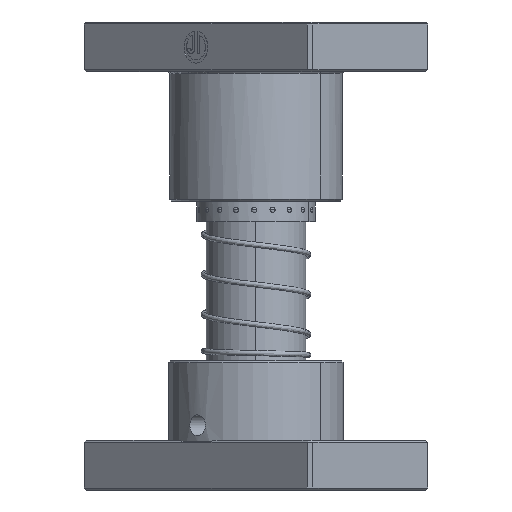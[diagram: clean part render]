
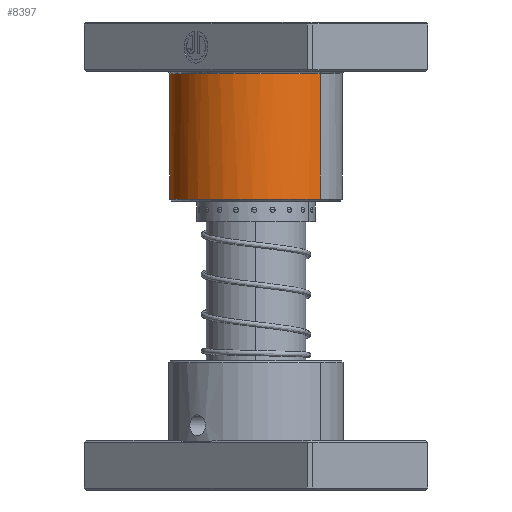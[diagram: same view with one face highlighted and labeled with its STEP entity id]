
A CAD part, left-side view. The second image highlights one B-rep face of the part: STEP entity #8397.
In plain terms, the highlighted cylindrical face has radius 43.5 mm (diameter 87 mm), a partial arc.
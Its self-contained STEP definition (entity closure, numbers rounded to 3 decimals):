
#1432 = VECTOR ( 'NONE', #4714, 1000. ) ;
#1612 = CARTESIAN_POINT ( 'NONE',  ( 1.096, 43.5, 25.866 ) ) ;
#3301 = ORIENTED_EDGE ( 'NONE', *, *, #37707, .F. ) ;
#4714 = DIRECTION ( 'NONE',  ( 0., 0., -1. ) ) ;
#5038 = VECTOR ( 'NONE', #44977, 1000. ) ;
#6231 = VERTEX_POINT ( 'NONE', #13471 ) ;
#6693 = CARTESIAN_POINT ( 'NONE',  ( -2.161, 43.46, 25.893 ) ) ;
#6961 = VERTEX_POINT ( 'NONE', #51089 ) ;
#7055 = DIRECTION ( 'NONE',  ( -1., 0., 0. ) ) ;
#8084 = FACE_OUTER_BOUND ( 'NONE', #60579, .T. ) ;
#8397 = ADVANCED_FACE ( 'NONE', ( #8084 ), #58469, .T. ) ;
#9282 = DIRECTION ( 'NONE',  ( 0., 0., 1. ) ) ;
#9761 = ORIENTED_EDGE ( 'NONE', *, *, #42517, .T. ) ;
#9905 = AXIS2_PLACEMENT_3D ( 'NONE', #36762, #57440, #7055 ) ;
#10004 = EDGE_CURVE ( 'NONE', #49445, #6961, #54236, .T. ) ;
#11755 = CARTESIAN_POINT ( 'NONE',  ( -5.423, 43.174, 26. ) ) ;
#13471 = CARTESIAN_POINT ( 'NONE',  ( 43.5, 0., 26. ) ) ;
#14465 = CARTESIAN_POINT ( 'NONE',  ( -43.5, 0., 89. ) ) ;
#15637 = ORIENTED_EDGE ( 'NONE', *, *, #63314, .T. ) ;
#18067 = VERTEX_POINT ( 'NONE', #36176 ) ;
#19507 = DIRECTION ( 'NONE',  ( 0., 0., -1. ) ) ;
#19544 = CIRCLE ( 'NONE', #36293, 43.5 ) ;
#19867 = ORIENTED_EDGE ( 'NONE', *, *, #10004, .T. ) ;
#20204 = CARTESIAN_POINT ( 'NONE',  ( -6.503, 43.011, 26. ) ) ;
#20280 = EDGE_CURVE ( 'NONE', #18067, #27838, #39083, .T. ) ;
#21027 = CARTESIAN_POINT ( 'NONE',  ( -43.5, 0., 26. ) ) ;
#21453 = CARTESIAN_POINT ( 'NONE',  ( 5.424, 43.174, 26. ) ) ;
#21660 = CARTESIAN_POINT ( 'NONE',  ( 6.503, 43.011, 26. ) ) ;
#21787 = DIRECTION ( 'NONE',  ( 0., 0., 1. ) ) ;
#24365 = CIRCLE ( 'NONE', #28116, 43.5 ) ;
#27838 = VERTEX_POINT ( 'NONE', #20204 ) ;
#28068 = AXIS2_PLACEMENT_3D ( 'NONE', #49646, #19507, #54706 ) ;
#28116 = AXIS2_PLACEMENT_3D ( 'NONE', #51918, #21787, #56978 ) ;
#31758 = CARTESIAN_POINT ( 'NONE',  ( 2.18, 43.459, 25.893 ) ) ;
#33671 = ORIENTED_EDGE ( 'NONE', *, *, #20280, .T. ) ;
#36176 = CARTESIAN_POINT ( 'NONE',  ( 6.503, 43.011, 26. ) ) ;
#36293 = AXIS2_PLACEMENT_3D ( 'NONE', #39416, #9282, #44483 ) ;
#36762 = CARTESIAN_POINT ( 'NONE',  ( 0., 0., 90. ) ) ;
#36837 = CARTESIAN_POINT ( 'NONE',  ( -1.074, 43.5, 25.866 ) ) ;
#37707 = EDGE_CURVE ( 'NONE', #49445, #46805, #41592, .T. ) ;
#39083 = B_SPLINE_CURVE_WITH_KNOTS ( 'NONE', 3,
 ( #21660, #21453, #61919, #31758, #1612, #36837, #6693, #41887, #11755, #46953 ),
 .UNSPECIFIED., .F., .F.,
 ( 4, 2, 2, 2, 4 ),
 ( 0., 0.003, 0.007, 0.01, 0.013 ),
 .UNSPECIFIED. ) ;
#39416 = CARTESIAN_POINT ( 'NONE',  ( 0., 0., 26. ) ) ;
#39882 = ORIENTED_EDGE ( 'NONE', *, *, #62352, .T. ) ;
#41592 = LINE ( 'NONE', #54660, #1432 ) ;
#41887 = CARTESIAN_POINT ( 'NONE',  ( -4.338, 43.297, 25.961 ) ) ;
#42517 = EDGE_CURVE ( 'NONE', #6961, #6231, #58552, .T. ) ;
#44483 = DIRECTION ( 'NONE',  ( 1., 0., 0. ) ) ;
#44977 = DIRECTION ( 'NONE',  ( 0., 0., -1. ) ) ;
#46805 = VERTEX_POINT ( 'NONE', #21027 ) ;
#46953 = CARTESIAN_POINT ( 'NONE',  ( -6.503, 43.011, 26. ) ) ;
#49445 = VERTEX_POINT ( 'NONE', #14465 ) ;
#49646 = CARTESIAN_POINT ( 'NONE',  ( 0., 0., 89. ) ) ;
#51089 = CARTESIAN_POINT ( 'NONE',  ( 43.5, 0., 89. ) ) ;
#51918 = CARTESIAN_POINT ( 'NONE',  ( 0., 0., 26. ) ) ;
#54236 = CIRCLE ( 'NONE', #28068, 43.5 ) ;
#54660 = CARTESIAN_POINT ( 'NONE',  ( -43.5, 0., 90. ) ) ;
#54706 = DIRECTION ( 'NONE',  ( 1., 0., 0. ) ) ;
#56978 = DIRECTION ( 'NONE',  ( 1., 0., 0. ) ) ;
#57440 = DIRECTION ( 'NONE',  ( 0., 0., -1. ) ) ;
#58469 = CYLINDRICAL_SURFACE ( 'NONE', #9905, 43.5 ) ;
#58552 = LINE ( 'NONE', #60183, #5038 ) ;
#60183 = CARTESIAN_POINT ( 'NONE',  ( 43.5, 0., 90. ) ) ;
#60579 = EDGE_LOOP ( 'NONE', ( #19867, #9761, #39882, #33671, #15637, #3301 ) ) ;
#61919 = CARTESIAN_POINT ( 'NONE',  ( 4.343, 43.296, 25.961 ) ) ;
#62352 = EDGE_CURVE ( 'NONE', #6231, #18067, #24365, .T. ) ;
#63314 = EDGE_CURVE ( 'NONE', #27838, #46805, #19544, .T. ) ;
